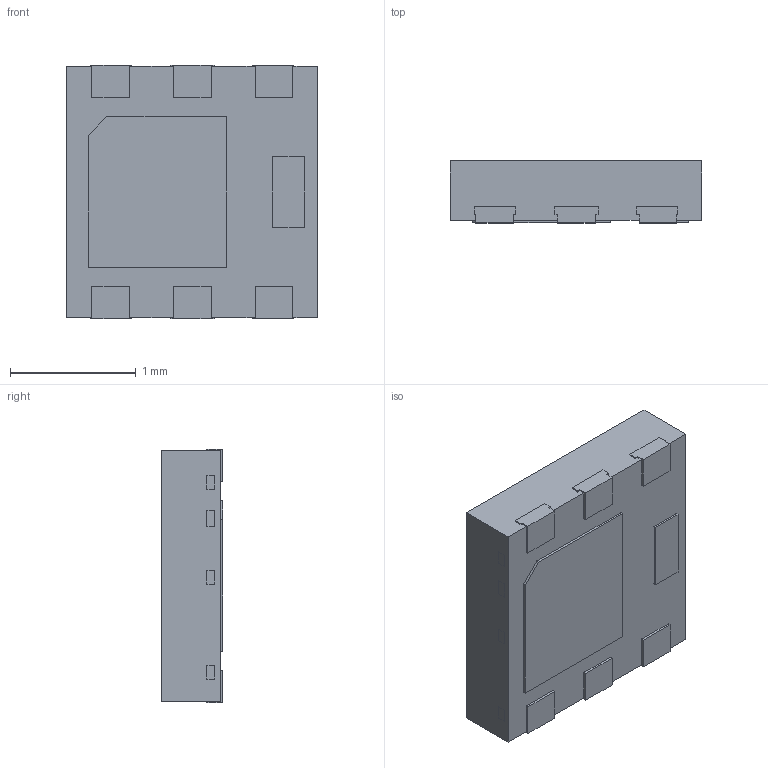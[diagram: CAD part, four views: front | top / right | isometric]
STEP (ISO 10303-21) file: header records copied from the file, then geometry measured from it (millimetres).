
FILE_DESCRIPTION (( 'STEP AP214' ), '1' );
FILE_NAME ('DFN-6_2x2mm_MOS.stp.STEP', '2023-09-12T06:59:53', ( '' ), ( '' ), 'SwSTEP 2.0', 'SolidWorks 2020', '' );
FILE_SCHEMA (( 'AUTOMOTIVE_DESIGN' ));
Length unit declared in the file: millimetre
Products named in the file (1): DFN-6_2x2mm_MOS.stp
Bounding box: 2 x 0.49 x 2.02 mm (x, y, z)
Volume: 1.9 mm3; surface area: 17.6 mm2
Topology: 17 solids, 17 shells, 274 faces, 666 edges, 436 vertices
Faces by surface type: plane 246, cylinder 28
Entity records: 8580 total; most frequent: CARTESIAN_POINT 1377, ORIENTED_EDGE 1332, DIRECTION 1272, EDGE_CURVE 666, LINE 610, VECTOR 610, VERTEX_POINT 436, AXIS2_PLACEMENT_3D 331
